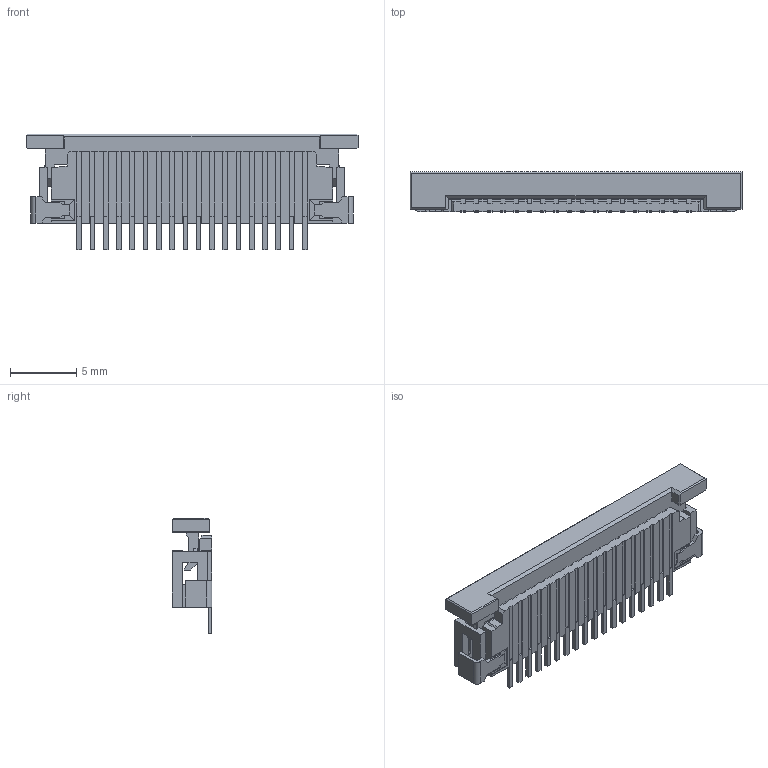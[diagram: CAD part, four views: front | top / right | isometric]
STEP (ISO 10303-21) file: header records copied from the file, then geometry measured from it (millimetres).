
FILE_DESCRIPTION(('STEP AP242'),'1');
FILE_NAME('52271-1879.stp','2023-02-27T13:30:12',('TraceParts'),('TraceParts S.A.'),'Spatial InterOp 3D',' ',' ');
FILE_SCHEMA(('AP242_MANAGED_MODEL_BASED_3D_ENGINEERING_MIM_LF {1 0 10303 442 1 1 4}'));
Length unit declared in the file: millimetre
Products named in the file (1): 52271-1879
Bounding box: 25 x 3 x 8.7 mm (x, y, z)
Volume: 283.6 mm3; surface area: 1129.1 mm2
Topology: 1 solids, 1 shells, 623 faces, 2047 edges, 1344 vertices
Faces by surface type: plane 615, cylinder 8
Entity records: 22116 total; most frequent: ORIENTED_EDGE 4094, CARTESIAN_POINT 4015, DIRECTION 3311, EDGE_CURVE 2047, LINE 2031, VECTOR 2031, VERTEX_POINT 1344, EDGE_LOOP 661
